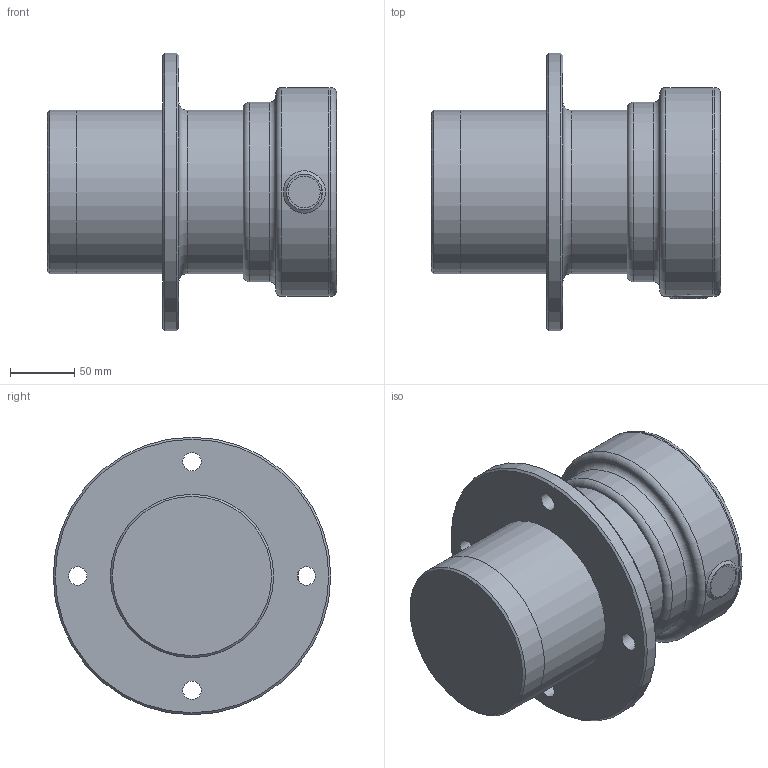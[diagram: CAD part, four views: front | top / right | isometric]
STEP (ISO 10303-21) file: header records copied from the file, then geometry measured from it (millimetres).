
FILE_DESCRIPTION(/* description */ ('MEDIUM DUTHY SAFETY CHUCK BRAKE/DRIVE WITH KEYED INSERT FLANGE MOUNT CUSTOMER DWG'),/* implementation_level */ '2;1');
FILE_NAME(/* name */ '39269-112 MED DUTY IDLE FLG MOUNT CUSTOMER DWG .stp',/* time_stamp */ '2018-06-22T08:28:32-04:00',/* author */ ('mtrusz'),/* organization */ ('CONVERTER ACCESSORY CORPORATION WIND GAP. PA. 18091'),/* preprocessor_version */ 'ST-DEVELOPER v16.5',/* originating_system */ 'Autodesk Inventor 2017',/* authorisation */ '');
FILE_SCHEMA (('AUTOMOTIVE_DESIGN { 1 0 10303 214 3 1 1 }'));
Length unit declared in the file: inch
Products named in the file (10): 39269-112 MED DUTY IDLE FLG MOUNT CUSTOMER DWG ; 39269-77; 39269-35; 39269-103 1.25 SQ LOWER KEYED HALF CUSTOMER DWG; 39269-50A CUSTOMER DWG; 39269-92 CUSTOMER DWG; 39269-103 1.25 SQ UPPER KEYED HALF CUSTOMER DWG; 39269-106 CUSTOMER DWG; 39269-104 COLLAR BODY KEYED INSERT CUSTOMER DWG; 39269-104  COLLAR FLG KEYED INSERT CUSTOMER DWG
Assembly tree (9 placements, depth 2):
  39269-112 MED DUTY IDLE FLG MOUNT CUSTOMER DWG 
    39269-77
    39269-35
    39269-103 1.25 SQ LOWER KEYED HALF CUSTOMER DWG
    39269-50A CUSTOMER DWG
    39269-92 CUSTOMER DWG
    39269-103 1.25 SQ UPPER KEYED HALF CUSTOMER DWG
    39269-106 CUSTOMER DWG
    39269-104 COLLAR BODY KEYED INSERT CUSTOMER DWG
    39269-104  COLLAR FLG KEYED INSERT CUSTOMER DWG
Bounding box: 224.81 x 215.9 x 215.9 mm (x, y, z)
Volume: 3095072.4 mm3; surface area: 449387.4 mm2
Topology: 9 solids, 9 shells, 287 faces, 791 edges, 525 vertices
Faces by surface type: plane 218, cone 39, cylinder 25, torus 5
Full cylindrical faces by diameter (mm): 13.462 x1, 14.275 x4, 19.05 x1, 24.725 x1, 27.686 x1, 82.22 x1, 82.423 x1, 95.25 x1, 98.425 x2, 127 x3, 129.032 x1, 139.7 x1, 162.56 x2, 215.9 x1
Entity records: 9178 total; most frequent: CARTESIAN_POINT 1701, ORIENTED_EDGE 1486, DIRECTION 1483, EDGE_CURVE 743, VERTEX_POINT 510, AXIS2_PLACEMENT_3D 500, LINE 483, VECTOR 483
